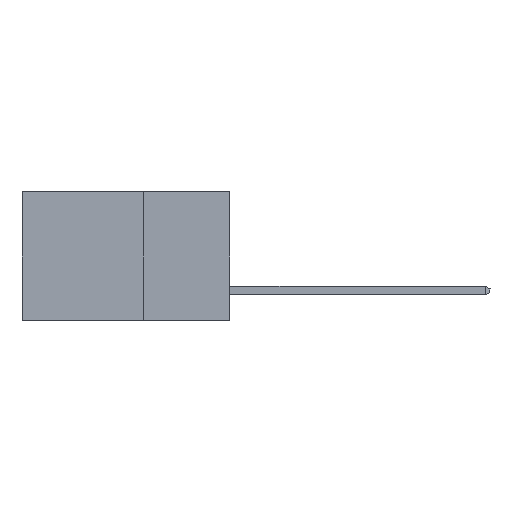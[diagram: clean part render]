
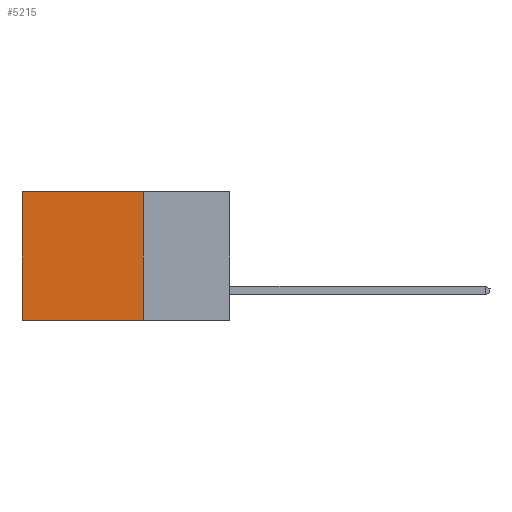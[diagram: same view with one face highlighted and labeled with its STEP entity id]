
A CAD part, left-side view. The second image highlights one B-rep face of the part: STEP entity #5215.
In plain terms, the highlighted planar face has unit normal (-1, 0, 0).
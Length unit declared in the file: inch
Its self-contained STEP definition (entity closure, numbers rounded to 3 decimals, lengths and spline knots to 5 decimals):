
#126 = EDGE_LOOP ( 'NONE', ( #1043, #13054, #7144, #10788 ) ) ;
#182 = PLANE ( 'NONE',  #302 ) ;
#302 = AXIS2_PLACEMENT_3D ( 'NONE', #7041, #11151, #1257 ) ;
#1043 = ORIENTED_EDGE ( 'NONE', *, *, #13459, .T. ) ;
#1257 = DIRECTION ( 'NONE',  ( 0., 0., -1. ) ) ;
#1268 = LINE ( 'NONE', #12164, #7243 ) ;
#1402 = VERTEX_POINT ( 'NONE', #2269 ) ;
#1430 = LINE ( 'NONE', #5799, #8410 ) ;
#2269 = CARTESIAN_POINT ( 'NONE',  ( 0.2615, 0.25, -0.37 ) ) ;
#2510 = DIRECTION ( 'NONE',  ( 0., 0., -1. ) ) ;
#2728 = VERTEX_POINT ( 'NONE', #10745 ) ;
#2978 = EDGE_CURVE ( 'NONE', #11949, #1402, #12484, .T. ) ;
#3552 = FACE_OUTER_BOUND ( 'NONE', #126, .T. ) ;
#3586 = CARTESIAN_POINT ( 'NONE',  ( 0.2615, 0.25, -0.37 ) ) ;
#4872 = VECTOR ( 'NONE', #2510, 39.37008 ) ;
#5215 = ADVANCED_FACE ( 'NONE', ( #3552 ), #182, .F. ) ;
#5461 = DIRECTION ( 'NONE',  ( 0., 1., 0. ) ) ;
#5574 = CARTESIAN_POINT ( 'NONE',  ( 0.2615, 0.6, 0. ) ) ;
#5799 = CARTESIAN_POINT ( 'NONE',  ( 0.2615, 0.6, -0.37 ) ) ;
#7041 = CARTESIAN_POINT ( 'NONE',  ( 0.2615, 0.25, -0.37 ) ) ;
#7144 = ORIENTED_EDGE ( 'NONE', *, *, #2978, .F. ) ;
#7243 = VECTOR ( 'NONE', #9794, 39.37008 ) ;
#7377 = LINE ( 'NONE', #8613, #11617 ) ;
#8410 = VECTOR ( 'NONE', #12266, 39.37008 ) ;
#8613 = CARTESIAN_POINT ( 'NONE',  ( 0.2615, 0.25, 0. ) ) ;
#9794 = DIRECTION ( 'NONE',  ( 0., 1., 0. ) ) ;
#10745 = CARTESIAN_POINT ( 'NONE',  ( 0.2615, 0.6, -0.37 ) ) ;
#10788 = ORIENTED_EDGE ( 'NONE', *, *, #11430, .T. ) ;
#11151 = DIRECTION ( 'NONE',  ( 1., 0., 0. ) ) ;
#11430 = EDGE_CURVE ( 'NONE', #11949, #11920, #7377, .T. ) ;
#11617 = VECTOR ( 'NONE', #5461, 39.37008 ) ;
#11829 = EDGE_CURVE ( 'NONE', #1402, #2728, #1268, .T. ) ;
#11920 = VERTEX_POINT ( 'NONE', #5574 ) ;
#11949 = VERTEX_POINT ( 'NONE', #12096 ) ;
#12096 = CARTESIAN_POINT ( 'NONE',  ( 0.2615, 0.25, 0. ) ) ;
#12164 = CARTESIAN_POINT ( 'NONE',  ( 0.2615, 0.25, -0.37 ) ) ;
#12266 = DIRECTION ( 'NONE',  ( 0., 0., -1. ) ) ;
#12484 = LINE ( 'NONE', #3586, #4872 ) ;
#13054 = ORIENTED_EDGE ( 'NONE', *, *, #11829, .F. ) ;
#13459 = EDGE_CURVE ( 'NONE', #11920, #2728, #1430, .T. ) ;
